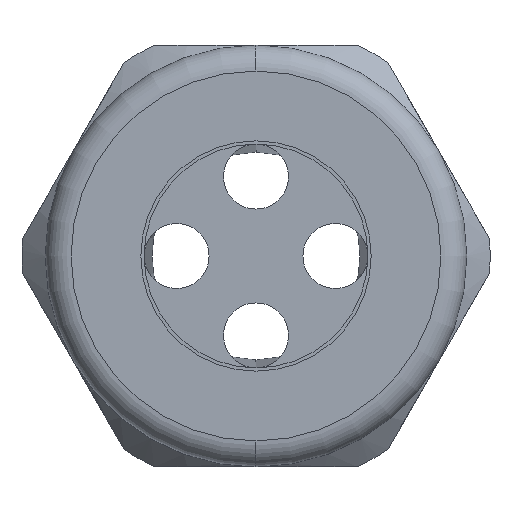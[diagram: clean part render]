
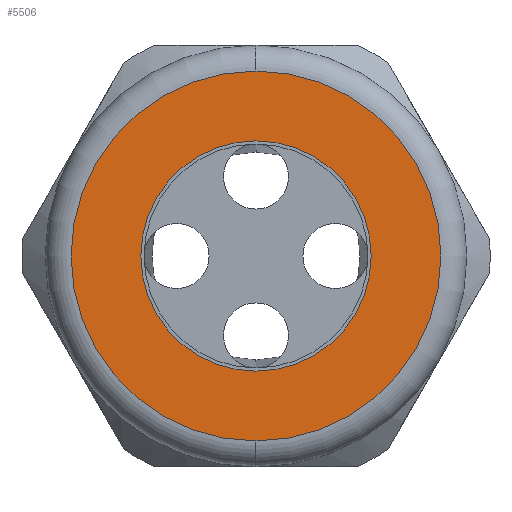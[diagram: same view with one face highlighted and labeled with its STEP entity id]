
A CAD part, left-side view. The second image highlights one B-rep face of the part: STEP entity #5506.
In plain terms, the highlighted planar face has unit normal (-1, 0, 0).
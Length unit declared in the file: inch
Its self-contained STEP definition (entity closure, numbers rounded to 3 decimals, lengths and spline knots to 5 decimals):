
#47 = ORIENTED_EDGE ( 'NONE', *, *, #5538, .T. ) ;
#49 = EDGE_CURVE ( 'NONE', #5520, #5524, #1176, .T. ) ;
#50 = ORIENTED_EDGE ( 'NONE', *, *, #49, .T. ) ;
#51 = EDGE_LOOP ( 'NONE', ( #50, #47 ) ) ;
#81 = EDGE_CURVE ( 'NONE', #5605, #477, #1239, .T. ) ;
#477 = VERTEX_POINT ( 'NONE', #1915 ) ;
#1176 = CIRCLE ( 'NONE', #1237, 0.355 ) ;
#1234 = DIRECTION ( 'NONE',  ( 0., 0., -1. ) ) ;
#1235 = DIRECTION ( 'NONE',  ( 1., 0., 0. ) ) ;
#1236 = CARTESIAN_POINT ( 'NONE',  ( -1.53, 0., 0. ) ) ;
#1237 = AXIS2_PLACEMENT_3D ( 'NONE', #1236, #1235, #1234 ) ;
#1238 = AXIS2_PLACEMENT_3D ( 'NONE', #1302, #1301, #1300 ) ;
#1239 = CIRCLE ( 'NONE', #1238, 0.57 ) ;
#1300 = DIRECTION ( 'NONE',  ( 0., 0., 1. ) ) ;
#1301 = DIRECTION ( 'NONE',  ( -1., 0., 0. ) ) ;
#1302 = CARTESIAN_POINT ( 'NONE',  ( -1.53, 0., 0. ) ) ;
#1915 = CARTESIAN_POINT ( 'NONE',  ( -1.53, 0., -0.57 ) ) ;
#4706 = DIRECTION ( 'NONE',  ( 0., 0., 1. ) ) ;
#4707 = DIRECTION ( 'NONE',  ( -1., 0., 0. ) ) ;
#4708 = CARTESIAN_POINT ( 'NONE',  ( -1.53, 0.65, 0. ) ) ;
#4709 = AXIS2_PLACEMENT_3D ( 'NONE', #4708, #4707, #4706 ) ;
#4711 = PLANE ( 'NONE',  #4709 ) ;
#4712 = FACE_BOUND ( 'NONE', #51, .T. ) ;
#4713 = FACE_OUTER_BOUND ( 'NONE', #5577, .T. ) ;
#4729 = CARTESIAN_POINT ( 'NONE',  ( -1.53, 0., 0.355 ) ) ;
#4740 = CARTESIAN_POINT ( 'NONE',  ( -1.53, 0., -0.355 ) ) ;
#4767 = DIRECTION ( 'NONE',  ( 0., 0., -1. ) ) ;
#4768 = DIRECTION ( 'NONE',  ( 1., 0., 0. ) ) ;
#4769 = CARTESIAN_POINT ( 'NONE',  ( -1.53, 0., 0. ) ) ;
#4770 = AXIS2_PLACEMENT_3D ( 'NONE', #4769, #4768, #4767 ) ;
#4771 = CIRCLE ( 'NONE', #4770, 0.355 ) ;
#4848 = DIRECTION ( 'NONE',  ( 0., 0., 1. ) ) ;
#4849 = DIRECTION ( 'NONE',  ( -1., 0., 0. ) ) ;
#4850 = CARTESIAN_POINT ( 'NONE',  ( -1.53, 0., 0. ) ) ;
#4851 = AXIS2_PLACEMENT_3D ( 'NONE', #4850, #4849, #4848 ) ;
#4852 = CIRCLE ( 'NONE', #4851, 0.57 ) ;
#4860 = CARTESIAN_POINT ( 'NONE',  ( -1.53, 0., 0.57 ) ) ;
#5506 = ADVANCED_FACE ( 'NONE', ( #4713, #4712 ), #4711, .T. ) ;
#5520 = VERTEX_POINT ( 'NONE', #4740 ) ;
#5524 = VERTEX_POINT ( 'NONE', #4729 ) ;
#5538 = EDGE_CURVE ( 'NONE', #5524, #5520, #4771, .T. ) ;
#5572 = ORIENTED_EDGE ( 'NONE', *, *, #5575, .T. ) ;
#5574 = ORIENTED_EDGE ( 'NONE', *, *, #81, .T. ) ;
#5575 = EDGE_CURVE ( 'NONE', #477, #5605, #4852, .T. ) ;
#5577 = EDGE_LOOP ( 'NONE', ( #5574, #5572 ) ) ;
#5605 = VERTEX_POINT ( 'NONE', #4860 ) ;
